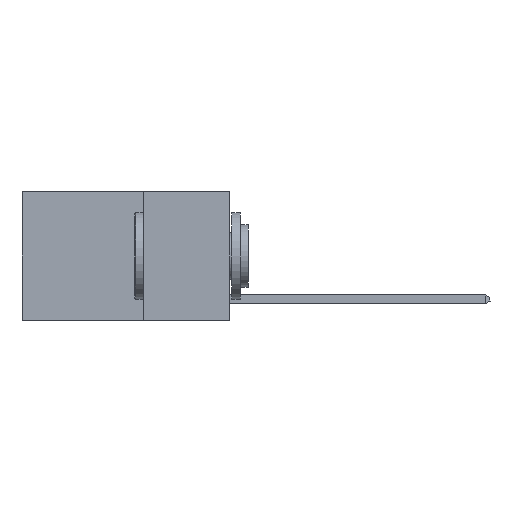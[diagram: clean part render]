
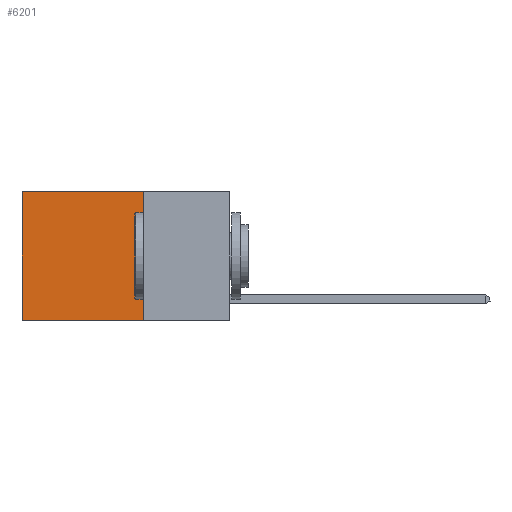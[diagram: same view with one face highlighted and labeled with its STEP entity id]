
A CAD part, left-side view. The second image highlights one B-rep face of the part: STEP entity #6201.
In plain terms, the highlighted planar face has unit normal (-1, 0, 0).
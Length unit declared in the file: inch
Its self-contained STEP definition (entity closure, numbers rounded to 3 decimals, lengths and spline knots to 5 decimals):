
#347 = DIRECTION ( 'NONE',  ( 0., 1., 0. ) ) ;
#570 = VERTEX_POINT ( 'NONE', #2631 ) ;
#1385 = EDGE_LOOP ( 'NONE', ( #12745, #2093, #8264, #5138 ) ) ;
#2093 = ORIENTED_EDGE ( 'NONE', *, *, #11133, .F. ) ;
#2149 = LINE ( 'NONE', #6780, #13261 ) ;
#2631 = CARTESIAN_POINT ( 'NONE',  ( 0.2625, 0.6, -0.37 ) ) ;
#3108 = DIRECTION ( 'NONE',  ( 0., 0., -1. ) ) ;
#3311 = VERTEX_POINT ( 'NONE', #14593 ) ;
#4035 = LINE ( 'NONE', #9813, #13706 ) ;
#4218 = VERTEX_POINT ( 'NONE', #12869 ) ;
#4243 = DIRECTION ( 'NONE',  ( 1., 0., 0. ) ) ;
#4359 = EDGE_CURVE ( 'NONE', #4218, #3311, #4035, .T. ) ;
#4457 = LINE ( 'NONE', #4678, #11531 ) ;
#4507 = EDGE_CURVE ( 'NONE', #7311, #570, #4457, .T. ) ;
#4678 = CARTESIAN_POINT ( 'NONE',  ( 0.2625, 0.6, 0. ) ) ;
#5138 = ORIENTED_EDGE ( 'NONE', *, *, #14182, .T. ) ;
#6051 = LINE ( 'NONE', #9476, #12575 ) ;
#6201 = ADVANCED_FACE ( 'NONE', ( #14817 ), #9102, .F. ) ;
#6323 = DIRECTION ( 'NONE',  ( 0., 0., -1. ) ) ;
#6464 = CARTESIAN_POINT ( 'NONE',  ( 0.2625, 0.6, 0. ) ) ;
#6780 = CARTESIAN_POINT ( 'NONE',  ( 0.2625, 0.25, -0.37 ) ) ;
#7311 = VERTEX_POINT ( 'NONE', #6464 ) ;
#7409 = AXIS2_PLACEMENT_3D ( 'NONE', #9030, #4243, #3108 ) ;
#8264 = ORIENTED_EDGE ( 'NONE', *, *, #4359, .F. ) ;
#9030 = CARTESIAN_POINT ( 'NONE',  ( 0.2625, 0.25, 0. ) ) ;
#9102 = PLANE ( 'NONE',  #7409 ) ;
#9476 = CARTESIAN_POINT ( 'NONE',  ( 0.2625, 0.25, 0. ) ) ;
#9813 = CARTESIAN_POINT ( 'NONE',  ( 0.2625, 0.25, 0. ) ) ;
#10269 = DIRECTION ( 'NONE',  ( 0., 1., 0. ) ) ;
#11133 = EDGE_CURVE ( 'NONE', #3311, #570, #2149, .T. ) ;
#11407 = DIRECTION ( 'NONE',  ( 0., 0., -1. ) ) ;
#11531 = VECTOR ( 'NONE', #11407, 39.37008 ) ;
#12575 = VECTOR ( 'NONE', #347, 39.37008 ) ;
#12745 = ORIENTED_EDGE ( 'NONE', *, *, #4507, .T. ) ;
#12869 = CARTESIAN_POINT ( 'NONE',  ( 0.2625, 0.25, 0. ) ) ;
#13261 = VECTOR ( 'NONE', #10269, 39.37008 ) ;
#13706 = VECTOR ( 'NONE', #6323, 39.37008 ) ;
#14182 = EDGE_CURVE ( 'NONE', #4218, #7311, #6051, .T. ) ;
#14593 = CARTESIAN_POINT ( 'NONE',  ( 0.2625, 0.25, -0.37 ) ) ;
#14817 = FACE_OUTER_BOUND ( 'NONE', #1385, .T. ) ;
